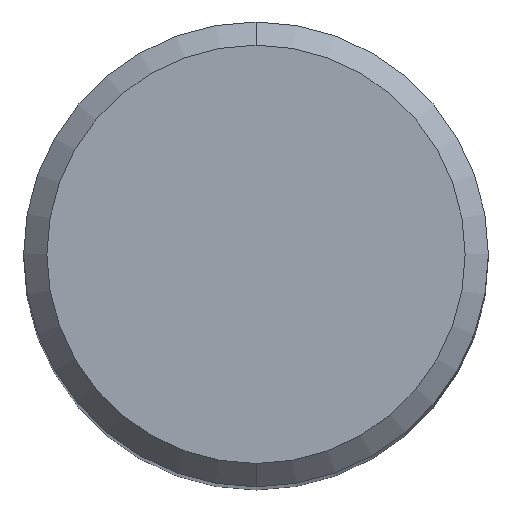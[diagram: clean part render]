
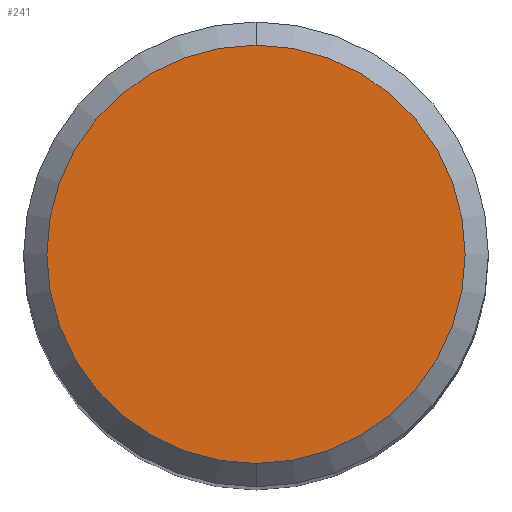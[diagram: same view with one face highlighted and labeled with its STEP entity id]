
A CAD part, top view. The second image highlights one B-rep face of the part: STEP entity #241.
In plain terms, the highlighted planar face has unit normal (0, 0, 1).
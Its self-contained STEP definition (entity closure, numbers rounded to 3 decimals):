
#217=VERTEX_POINT('',#526);
#241=ADVANCED_FACE('',(#551),#552,.T.);
#275=EDGE_CURVE('',#429,#217,#591,.T.);
#355=EDGE_CURVE('',#217,#429,#684,.T.);
#429=VERTEX_POINT('',#764);
#526=CARTESIAN_POINT('',(0.0,4.5,0.0));
#551=FACE_OUTER_BOUND('',#973,.T.);
#552=PLANE('',#974);
#591=CIRCLE('',#1024,4.5);
#684=CIRCLE('',#1240,4.5);
#764=CARTESIAN_POINT('',(0.,-4.5,0.0));
#973=EDGE_LOOP('',(#1520,#1521));
#974=AXIS2_PLACEMENT_3D('',#1522,#1523,#1524);
#1024=AXIS2_PLACEMENT_3D('',#1583,#1584,#1585);
#1240=AXIS2_PLACEMENT_3D('',#1723,#1724,#1725);
#1520=ORIENTED_EDGE('',*,*,#355,.F.);
#1521=ORIENTED_EDGE('',*,*,#275,.F.);
#1522=CARTESIAN_POINT('',(0.0,2.25,0.0));
#1523=DIRECTION('',(-0.0,0.0,1.0));
#1524=DIRECTION('',(0.0,-1.0,0.0));
#1583=CARTESIAN_POINT('',(0.0,0.0,0.0));
#1584=DIRECTION('',(0.0,0.0,-1.0));
#1585=DIRECTION('',(0.0,1.0,0.0));
#1723=CARTESIAN_POINT('',(0.0,0.0,0.0));
#1724=DIRECTION('',(0.0,0.0,-1.0));
#1725=DIRECTION('',(0.0,1.0,0.0));
